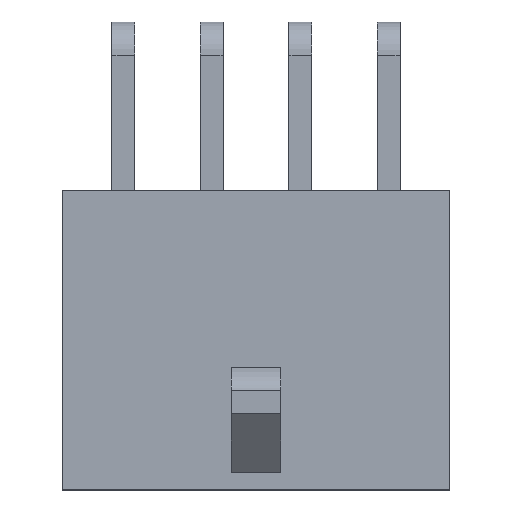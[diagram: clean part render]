
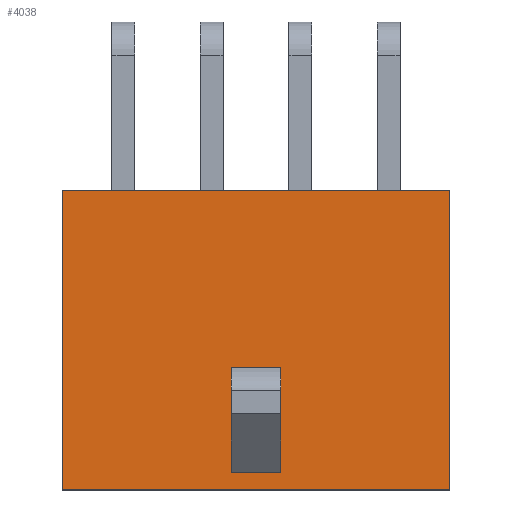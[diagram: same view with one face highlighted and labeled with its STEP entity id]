
A CAD part, top view. The second image highlights one B-rep face of the part: STEP entity #4038.
In plain terms, the highlighted face is planar.
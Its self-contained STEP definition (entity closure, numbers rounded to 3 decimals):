
#491=ORIENTED_EDGE('',*,*,#1335,.T.);
#492=ORIENTED_EDGE('',*,*,#1568,.F.);
#493=ORIENTED_EDGE('',*,*,#1376,.F.);
#494=ORIENTED_EDGE('',*,*,#1569,.T.);
#495=ORIENTED_EDGE('',*,*,#1535,.F.);
#496=ORIENTED_EDGE('',*,*,#1533,.F.);
#497=ORIENTED_EDGE('',*,*,#1531,.T.);
#498=ORIENTED_EDGE('',*,*,#1528,.T.);
#1335=EDGE_CURVE('',#1913,#1911,#2281,.T.);
#1376=EDGE_CURVE('',#1953,#1954,#2322,.T.);
#1528=EDGE_CURVE('',#2082,#2083,#2438,.T.);
#1531=EDGE_CURVE('',#2084,#2082,#2440,.T.);
#1533=EDGE_CURVE('',#2084,#2085,#2441,.T.);
#1535=EDGE_CURVE('',#2085,#2083,#2443,.T.);
#1568=EDGE_CURVE('',#1954,#1911,#2456,.T.);
#1569=EDGE_CURVE('',#1953,#1913,#2457,.T.);
#1911=VERTEX_POINT('',#5692);
#1913=VERTEX_POINT('',#5695);
#1953=VERTEX_POINT('',#5777);
#1954=VERTEX_POINT('',#5779);
#2082=VERTEX_POINT('',#6111);
#2083=VERTEX_POINT('',#6112);
#2084=VERTEX_POINT('',#6117);
#2085=VERTEX_POINT('',#6121);
#2281=LINE('',#5694,#2792);
#2322=LINE('',#5778,#2833);
#2438=LINE('',#6110,#2949);
#2440=LINE('',#6116,#2951);
#2441=LINE('',#6120,#2952);
#2443=LINE('',#6124,#2954);
#2456=LINE('',#6216,#2967);
#2457=LINE('',#6217,#2968);
#2792=VECTOR('',#4581,1000.);
#2833=VECTOR('',#4626,1000.);
#2949=VECTOR('',#4854,1000.);
#2951=VECTOR('',#4860,1000.);
#2952=VECTOR('',#4865,1000.);
#2954=VECTOR('',#4869,1000.);
#2967=VECTOR('',#4920,1000.);
#2968=VECTOR('',#4921,1000.);
#3344=EDGE_LOOP('',(#491,#492,#493,#494));
#3345=EDGE_LOOP('',(#495,#496,#497,#498));
#3604=FACE_BOUND('',#3344,.T.);
#3605=FACE_BOUND('',#3345,.T.);
#3821=PLANE('',#4346);
#4038=ADVANCED_FACE('',(#3604,#3605),#3821,.F.);
#4346=AXIS2_PLACEMENT_3D('',#6215,#4918,#4919);
#4581=DIRECTION('',(-1.,0.,0.));
#4626=DIRECTION('',(-1.,0.,0.));
#4854=DIRECTION('',(0.,0.,1.));
#4860=DIRECTION('',(1.,0.,0.));
#4865=DIRECTION('',(0.,0.,1.));
#4869=DIRECTION('',(1.,0.,0.));
#4918=DIRECTION('',(0.,-1.,0.));
#4919=DIRECTION('',(1.,0.,0.));
#4920=DIRECTION('',(0.,0.,-1.));
#4921=DIRECTION('',(0.,0.,-1.));
#5692=CARTESIAN_POINT('',(-5.47,2.99,0.));
#5694=CARTESIAN_POINT('',(5.47,2.99,0.));
#5695=CARTESIAN_POINT('',(5.47,2.99,0.));
#5777=CARTESIAN_POINT('',(5.47,2.99,8.46));
#5778=CARTESIAN_POINT('',(5.47,2.99,8.46));
#5779=CARTESIAN_POINT('',(-5.47,2.99,8.46));
#6110=CARTESIAN_POINT('',(0.7,2.99,5.02));
#6111=CARTESIAN_POINT('',(0.7,2.99,5.02));
#6112=CARTESIAN_POINT('',(0.7,2.99,7.97));
#6116=CARTESIAN_POINT('',(-0.7,2.99,5.02));
#6117=CARTESIAN_POINT('',(-0.7,2.99,5.02));
#6120=CARTESIAN_POINT('',(-0.7,2.99,5.02));
#6121=CARTESIAN_POINT('',(-0.7,2.99,7.97));
#6124=CARTESIAN_POINT('',(-0.7,2.99,7.97));
#6215=CARTESIAN_POINT('',(5.47,2.99,8.46));
#6216=CARTESIAN_POINT('',(-5.47,2.99,8.46));
#6217=CARTESIAN_POINT('',(5.47,2.99,8.46));
